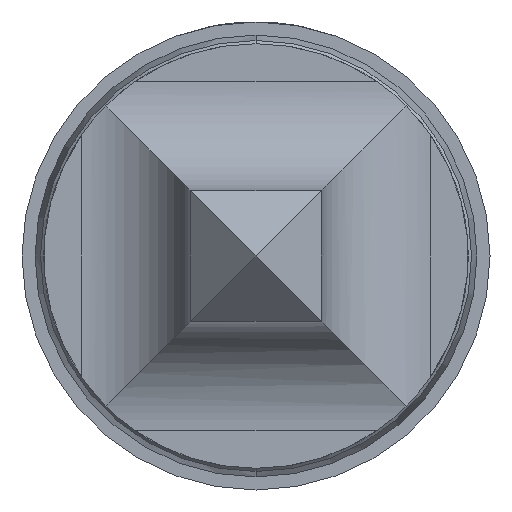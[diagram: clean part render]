
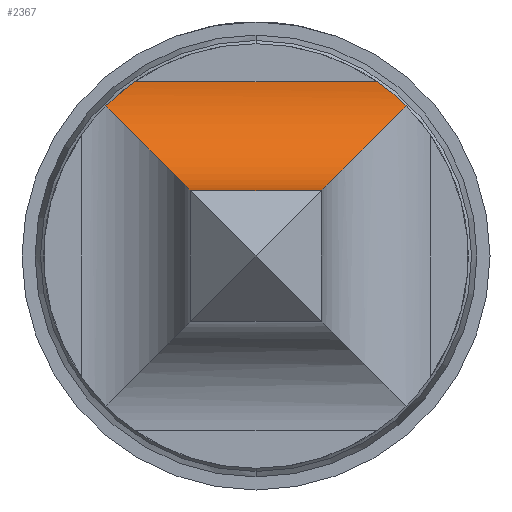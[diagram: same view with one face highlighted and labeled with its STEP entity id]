
A CAD part, front view. The second image highlights one B-rep face of the part: STEP entity #2367.
In plain terms, the highlighted cylindrical face has radius 0.5 mm (diameter 1 mm), a partial arc.
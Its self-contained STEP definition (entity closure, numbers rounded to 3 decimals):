
#104 = CARTESIAN_POINT ( 'NONE',  ( 0.649, -14.003, 0.73 ) ) ;
#133 = CARTESIAN_POINT ( 'NONE',  ( -0.689, -14.012, 0.689 ) ) ;
#227 = ORIENTED_EDGE ( 'NONE', *, *, #1828, .F. ) ;
#244 = CARTESIAN_POINT ( 'NONE',  ( 0.452, -14.066, 0.452 ) ) ;
#282 = EDGE_LOOP ( 'NONE', ( #1512, #2799, #2299, #227, #2404, #3886 ) ) ;
#384 = CARTESIAN_POINT ( 'NONE',  ( -0.689, -14.012, 0.689 ) ) ;
#455 = CARTESIAN_POINT ( 'NONE',  ( 0.689, -14.012, 0.689 ) ) ;
#469 = CARTESIAN_POINT ( 'NONE',  ( 0.557, -14., 0.8 ) ) ;
#619 = VERTEX_POINT ( 'NONE', #455 ) ;
#703 = DIRECTION ( 'NONE',  ( 1., 0., 0. ) ) ;
#720 =( BOUNDED_CURVE ( )  B_SPLINE_CURVE ( 3, ( #2295, #1451, #3313, #133 ),
 .UNSPECIFIED., .F., .T. ) 
 B_SPLINE_CURVE_WITH_KNOTS ( ( 4, 4 ),
 ( 3.142, 4.489 ),
 .UNSPECIFIED. ) 
 CURVE ( )  GEOMETRIC_REPRESENTATION_ITEM ( )  RATIONAL_B_SPLINE_CURVE ( ( 1., 0.854, 0.854, 1. ) ) 
 REPRESENTATION_ITEM ( '' )  );
#841 = VERTEX_POINT ( 'NONE', #3709 ) ;
#914 = DIRECTION ( 'NONE',  ( 0., 0., -1. ) ) ;
#990 = CARTESIAN_POINT ( 'NONE',  ( 0.557, -14., 0.8 ) ) ;
#993 = CARTESIAN_POINT ( 'NONE',  ( -0.605, -14., 0.767 ) ) ;
#1032 = AXIS2_PLACEMENT_3D ( 'NONE', #3095, #2112, #914 ) ;
#1100 =( BOUNDED_CURVE ( )  B_SPLINE_CURVE ( 3, ( #2415, #2716, #244, #1197 ),
 .UNSPECIFIED., .F., .F. ) 
 B_SPLINE_CURVE_WITH_KNOTS ( ( 4, 4 ),
 ( 3.142, 4.489 ),
 .UNSPECIFIED. ) 
 CURVE ( )  GEOMETRIC_REPRESENTATION_ITEM ( )  RATIONAL_B_SPLINE_CURVE ( ( 1., 0.854, 0.854, 1. ) ) 
 REPRESENTATION_ITEM ( '' )  );
#1143 = CYLINDRICAL_SURFACE ( 'NONE', #1032, 0.5 ) ;
#1197 = CARTESIAN_POINT ( 'NONE',  ( 0.689, -14.012, 0.689 ) ) ;
#1222 = EDGE_CURVE ( 'Defeature ausgef�hrt2_3+Defeature ausgef�hrt2_22+Defeature ausgef�hrt2_21+Defeature ausgef�hrt2_0', #3297, #1758, #1461, .T. ) ;
#1273 = B_SPLINE_CURVE_WITH_KNOTS ( 'NONE', 3,
 ( #990, #2915, #104, #2275 ),
 .UNSPECIFIED., .F., .F.,
 ( 4, 4 ),
 ( 0., 0. ),
 .UNSPECIFIED. ) ;
#1451 = CARTESIAN_POINT ( 'NONE',  ( -0.3, -14.256, 0.3 ) ) ;
#1461 = B_SPLINE_CURVE_WITH_KNOTS ( 'NONE', 3,
 ( #384, #2867, #993, #3190 ),
 .UNSPECIFIED., .F., .F.,
 ( 4, 4 ),
 ( 0.002, 0.002 ),
 .UNSPECIFIED. ) ;
#1512 = ORIENTED_EDGE ( 'NONE', *, *, #3140, .F. ) ;
#1563 = DIRECTION ( 'NONE',  ( -1., 0., 0. ) ) ;
#1758 = VERTEX_POINT ( 'NONE', #3753 ) ;
#1828 = EDGE_CURVE ( 'Defeature ausgef�hrt2_17+Defeature ausgef�hrt2_22+Defeature ausgef�hrt2_18+Defeature ausgef�hrt2_16', #841, #2975, #2943, .T. ) ;
#2032 = CARTESIAN_POINT ( 'NONE',  ( -0.689, -14.012, 0.689 ) ) ;
#2112 = DIRECTION ( 'NONE',  ( 1., 0., 0. ) ) ;
#2173 = CARTESIAN_POINT ( 'NONE',  ( -0.3, -14.5, 0.3 ) ) ;
#2253 = EDGE_CURVE ( 'Defeature ausgef�hrt2_22+Defeature ausgef�hrt2_23+Defeature ausgef�hrt2_17+Defeature ausgef�hrt2_3', #841, #619, #1100, .T. ) ;
#2275 = CARTESIAN_POINT ( 'NONE',  ( 0.689, -14.012, 0.689 ) ) ;
#2295 = CARTESIAN_POINT ( 'NONE',  ( -0.3, -14.5, 0.3 ) ) ;
#2299 = ORIENTED_EDGE ( 'NONE', *, *, #3178, .F. ) ;
#2304 = FACE_OUTER_BOUND ( 'NONE', #282, .T. ) ;
#2367 = ADVANCED_FACE ( 'Defeature ausgef�hrt2_22', ( #2304 ), #1143, .F. ) ;
#2404 = ORIENTED_EDGE ( 'NONE', *, *, #2253, .T. ) ;
#2415 = CARTESIAN_POINT ( 'NONE',  ( 0.3, -14.5, 0.3 ) ) ;
#2613 = EDGE_CURVE ( 'Defeature ausgef�hrt2_3+Defeature ausgef�hrt2_22+Defeature ausgef�hrt2_0+Defeature ausgef�hrt2_23', #3819, #619, #1273, .T. ) ;
#2716 = CARTESIAN_POINT ( 'NONE',  ( 0.3, -14.256, 0.3 ) ) ;
#2799 = ORIENTED_EDGE ( 'NONE', *, *, #1222, .F. ) ;
#2867 = CARTESIAN_POINT ( 'NONE',  ( -0.649, -14.003, 0.73 ) ) ;
#2915 = CARTESIAN_POINT ( 'NONE',  ( 0.605, -14., 0.767 ) ) ;
#2943 = LINE ( 'NONE', #4034, #4032 ) ;
#2975 = VERTEX_POINT ( 'NONE', #2173 ) ;
#3095 = CARTESIAN_POINT ( 'NONE',  ( -0.3, -14.5, 0.8 ) ) ;
#3140 = EDGE_CURVE ( 'Defeature ausgef�hrt2_0+Defeature ausgef�hrt2_22+Defeature ausgef�hrt2_3+Defeature ausgef�hrt2_3', #1758, #3819, #3612, .T. ) ;
#3178 = EDGE_CURVE ( 'Defeature ausgef�hrt2_21+Defeature ausgef�hrt2_22+Defeature ausgef�hrt2_16+Defeature ausgef�hrt2_3', #2975, #3297, #720, .T. ) ;
#3190 = CARTESIAN_POINT ( 'NONE',  ( -0.557, -14., 0.8 ) ) ;
#3228 = VECTOR ( 'NONE', #703, 1000. ) ;
#3256 = CARTESIAN_POINT ( 'NONE',  ( 0.3, -14., 0.8 ) ) ;
#3297 = VERTEX_POINT ( 'NONE', #2032 ) ;
#3313 = CARTESIAN_POINT ( 'NONE',  ( -0.452, -14.066, 0.452 ) ) ;
#3612 = LINE ( 'NONE', #3256, #3228 ) ;
#3709 = CARTESIAN_POINT ( 'NONE',  ( 0.3, -14.5, 0.3 ) ) ;
#3753 = CARTESIAN_POINT ( 'NONE',  ( -0.557, -14., 0.8 ) ) ;
#3819 = VERTEX_POINT ( 'NONE', #469 ) ;
#3886 = ORIENTED_EDGE ( 'NONE', *, *, #2613, .F. ) ;
#4032 = VECTOR ( 'NONE', #1563, 1000. ) ;
#4034 = CARTESIAN_POINT ( 'NONE',  ( -0.8, -14.5, 0.3 ) ) ;
